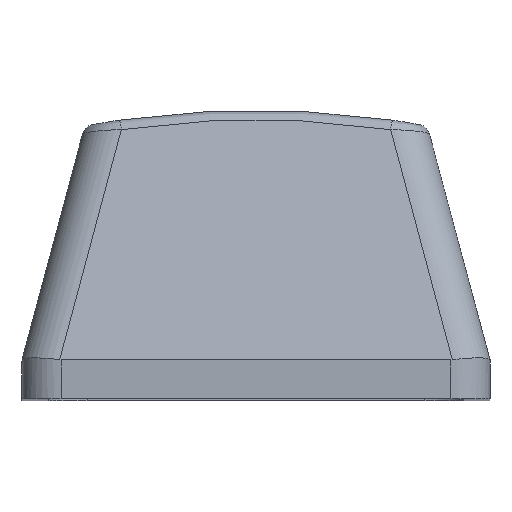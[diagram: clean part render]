
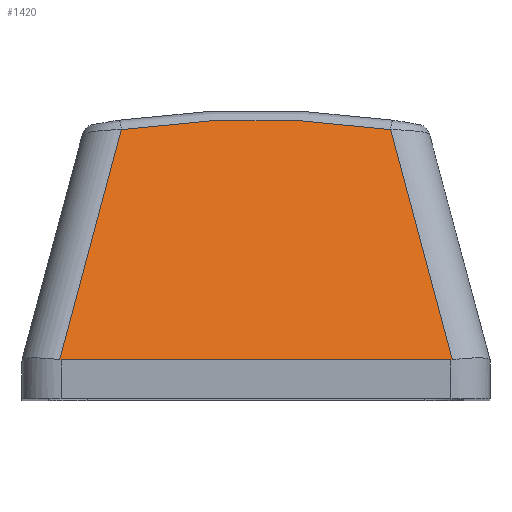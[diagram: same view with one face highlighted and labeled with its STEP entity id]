
A CAD part, top view. The second image highlights one B-rep face of the part: STEP entity #1420.
In plain terms, the highlighted planar face has unit normal (0, 0.259, 0.966).
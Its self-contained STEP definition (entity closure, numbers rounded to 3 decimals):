
#380 = VERTEX_POINT ( 'NONE', #6185 ) ;
#427 = DIRECTION ( 'NONE',  ( 1., 0., 0. ) ) ;
#1052 = CARTESIAN_POINT ( 'NONE',  ( -1.738, 9.365, 18.397 ) ) ;
#1366 = VERTEX_POINT ( 'NONE', #7976 ) ;
#1377 = CARTESIAN_POINT ( 'NONE',  ( 7.5, 0., 20.906 ) ) ;
#1420 = ADVANCED_FACE ( 'NONE', ( #3379 ), #7392, .T. ) ;
#1480 =( BOUNDED_CURVE ( )  B_SPLINE_CURVE ( 3, ( #8344, #4896, #2167, #3624 ),
 .UNSPECIFIED., .F., .T. ) 
 B_SPLINE_CURVE_WITH_KNOTS ( ( 4, 4 ),
 ( 3.108, 3.142 ),
 .UNSPECIFIED. ) 
 CURVE ( )  GEOMETRIC_REPRESENTATION_ITEM ( )  RATIONAL_B_SPLINE_CURVE ( ( 1., 1., 1., 1. ) ) 
 REPRESENTATION_ITEM ( '' )  );
#1668 = CARTESIAN_POINT ( 'NONE',  ( 5.178, 8.858, 18.533 ) ) ;
#1683 = CARTESIAN_POINT ( 'NONE',  ( -9., 0., 20.906 ) ) ;
#1775 = CARTESIAN_POINT ( 'NONE',  ( 6.512, 3.878, 19.867 ) ) ;
#1777 = DIRECTION ( 'NONE',  ( 0., -0.966, 0.259 ) ) ;
#1820 = DIRECTION ( 'NONE',  ( -0.251, 0.935, -0.251 ) ) ;
#2103 = CARTESIAN_POINT ( 'NONE',  ( 7.534, 0.001, 20.906 ) ) ;
#2167 = CARTESIAN_POINT ( 'NONE',  ( -7.517, 0., 20.906 ) ) ;
#2214 = AXIS2_PLACEMENT_3D ( 'NONE', #8564, #2617, #1777 ) ;
#2505 = EDGE_CURVE ( 'NONE', #7826, #380, #3544, .T. ) ;
#2540 = CARTESIAN_POINT ( 'NONE',  ( 5.178, 8.858, 18.533 ) ) ;
#2617 = DIRECTION ( 'NONE',  ( 0., 0.259, 0.966 ) ) ;
#2710 = EDGE_CURVE ( 'NONE', #6941, #4503, #7497, .T. ) ;
#3348 = CARTESIAN_POINT ( 'NONE',  ( 7.55, 0.003, 20.905 ) ) ;
#3379 = FACE_OUTER_BOUND ( 'NONE', #6728, .T. ) ;
#3544 =( BOUNDED_CURVE ( )  B_SPLINE_CURVE ( 3, ( #1377, #3997, #2103, #3348 ),
 .UNSPECIFIED., .F., .F. ) 
 B_SPLINE_CURVE_WITH_KNOTS ( ( 4, 4 ),
 ( 3.142, 3.175 ),
 .UNSPECIFIED. ) 
 CURVE ( )  GEOMETRIC_REPRESENTATION_ITEM ( )  RATIONAL_B_SPLINE_CURVE ( ( 1., 1., 1., 1. ) ) 
 REPRESENTATION_ITEM ( '' )  );
#3624 = CARTESIAN_POINT ( 'NONE',  ( -7.5, 0., 20.906 ) ) ;
#3904 = CARTESIAN_POINT ( 'NONE',  ( -5.178, 8.858, 18.533 ) ) ;
#3997 = CARTESIAN_POINT ( 'NONE',  ( 7.517, 0., 20.906 ) ) ;
#4003 = VECTOR ( 'NONE', #7455, 1000. ) ;
#4097 = CARTESIAN_POINT ( 'NONE',  ( -5.178, 8.858, 18.533 ) ) ;
#4217 = ORIENTED_EDGE ( 'NONE', *, *, #4482, .T. ) ;
#4303 = EDGE_CURVE ( 'NONE', #5556, #1366, #1480, .T. ) ;
#4404 = ORIENTED_EDGE ( 'NONE', *, *, #6776, .T. ) ;
#4482 = EDGE_CURVE ( 'NONE', #380, #6941, #8603, .T. ) ;
#4503 = VERTEX_POINT ( 'NONE', #4097 ) ;
#4668 = ORIENTED_EDGE ( 'NONE', *, *, #2505, .T. ) ;
#4701 = LINE ( 'NONE', #7408, #4003 ) ;
#4896 = CARTESIAN_POINT ( 'NONE',  ( -7.534, 0.001, 20.906 ) ) ;
#5556 = VERTEX_POINT ( 'NONE', #6425 ) ;
#6066 = CARTESIAN_POINT ( 'NONE',  ( 7.5, 0., 20.906 ) ) ;
#6153 = ORIENTED_EDGE ( 'NONE', *, *, #4303, .T. ) ;
#6185 = CARTESIAN_POINT ( 'NONE',  ( 7.55, 0.003, 20.905 ) ) ;
#6425 = CARTESIAN_POINT ( 'NONE',  ( -7.55, 0.003, 20.905 ) ) ;
#6458 = EDGE_CURVE ( 'NONE', #4503, #5556, #4701, .T. ) ;
#6728 = EDGE_LOOP ( 'NONE', ( #4217, #7905, #7583, #6153, #4404, #4668 ) ) ;
#6776 = EDGE_CURVE ( 'NONE', #1366, #7826, #7726, .T. ) ;
#6941 = VERTEX_POINT ( 'NONE', #1668 ) ;
#7392 = PLANE ( 'NONE',  #2214 ) ;
#7408 = CARTESIAN_POINT ( 'NONE',  ( -7.642, -0.339, 20.997 ) ) ;
#7455 = DIRECTION ( 'NONE',  ( -0.251, -0.935, 0.251 ) ) ;
#7497 =( BOUNDED_CURVE ( )  B_SPLINE_CURVE ( 3, ( #2540, #8579, #1052, #3904 ),
 .UNSPECIFIED., .F., .F. ) 
 B_SPLINE_CURVE_WITH_KNOTS ( ( 4, 4 ),
 ( 2.995, 3.288 ),
 .UNSPECIFIED. ) 
 CURVE ( )  GEOMETRIC_REPRESENTATION_ITEM ( )  RATIONAL_B_SPLINE_CURVE ( ( 1., 0.993, 0.993, 1. ) ) 
 REPRESENTATION_ITEM ( '' )  );
#7583 = ORIENTED_EDGE ( 'NONE', *, *, #6458, .T. ) ;
#7726 = LINE ( 'NONE', #1683, #8380 ) ;
#7826 = VERTEX_POINT ( 'NONE', #6066 ) ;
#7905 = ORIENTED_EDGE ( 'NONE', *, *, #2710, .T. ) ;
#7976 = CARTESIAN_POINT ( 'NONE',  ( -7.5, 0., 20.906 ) ) ;
#8328 = VECTOR ( 'NONE', #1820, 1000. ) ;
#8344 = CARTESIAN_POINT ( 'NONE',  ( -7.55, 0.003, 20.905 ) ) ;
#8380 = VECTOR ( 'NONE', #427, 1000. ) ;
#8564 = CARTESIAN_POINT ( 'NONE',  ( -9., 0., 20.906 ) ) ;
#8579 = CARTESIAN_POINT ( 'NONE',  ( 1.738, 9.365, 18.397 ) ) ;
#8603 = LINE ( 'NONE', #1775, #8328 ) ;
